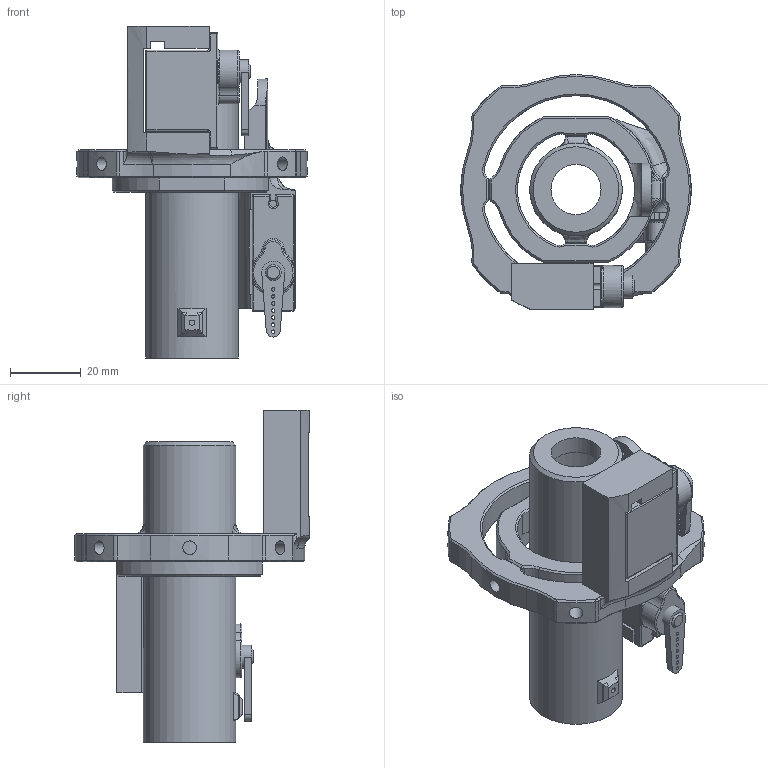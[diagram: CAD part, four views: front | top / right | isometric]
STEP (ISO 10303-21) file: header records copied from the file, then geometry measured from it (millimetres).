
FILE_DESCRIPTION(/* description */ (''),/* implementation_level */ '2;1');
FILE_NAME(/* name */ 'TVC Gimbal V0.4 v14.step',/* time_stamp */ '2022-10-18T16:53:17+01:00',/* author */ (''),/* organization */ (''),/* preprocessor_version */ 'ST-DEVELOPER v19',/* originating_system */ 'Autodesk Translation Framework v11.7.0.108',/* authorisation */ '');
FILE_SCHEMA (('AUTOMOTIVE_DESIGN { 1 0 10303 214 3 1 1 }'));
Length unit declared in the file: millimetre
Products named in the file (7): TVC Gimbal V0.4; MG90S; MG90S_1; Servo Arm; Outer Gimble; Inner Gimble; Motor Tube
Assembly tree (7 placements, depth 3):
  TVC Gimbal V0.4
    MG90S
      Servo Arm
    MG90S_1
      Servo Arm
    Outer Gimble
    Inner Gimble
    Motor Tube
Bounding box: 65.2 x 66.53 x 94 mm (x, y, z)
Volume: 52790.7 mm3; surface area: 37070.5 mm2
Topology: 7 solids, 7 shells, 559 faces, 1357 edges, 803 vertices
Faces by surface type: cylinder 187, plane 142, cone 112, bspline 67, torus 35, sphere 16
Full cylindrical faces by diameter (mm): 1 x14, 1.5 x2, 2 x4, 2.85 x4, 3.85 x8, 4.5 x2, 4.52 x2, 6 x1, 6.5 x2, 14.2 x1, 24.2 x1, 26.2 x1, 33.2 x1
Entity records: 20987 total; most frequent: CARTESIAN_POINT 8342, DIRECTION 2611, ORIENTED_EDGE 2604, EDGE_CURVE 1302, AXIS2_PLACEMENT_3D 1025, VERTEX_POINT 777, EDGE_LOOP 599, LINE 561
